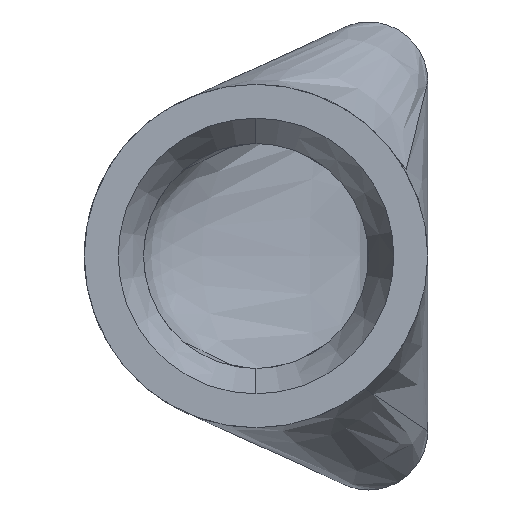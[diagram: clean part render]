
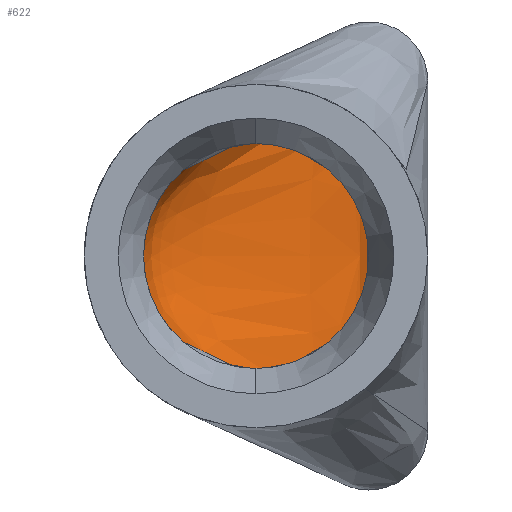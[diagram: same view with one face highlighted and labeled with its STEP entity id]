
A CAD part, left-side view. The second image highlights one B-rep face of the part: STEP entity #622.
In plain terms, the highlighted free-form (B-spline) face has degree [3, 3] with [11, 4] control points.
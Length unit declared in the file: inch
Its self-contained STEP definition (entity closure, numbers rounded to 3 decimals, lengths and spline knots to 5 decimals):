
#7 = CARTESIAN_POINT ( 'NONE',  ( 1.36354, 0.57616, 0.15156 ) ) ;
#9 = CARTESIAN_POINT ( 'NONE',  ( 1.36354, 0.57616, -0.15156 ) ) ;
#10 = CARTESIAN_POINT ( 'NONE',  ( 1.25, 0.5371, 0.1896 ) ) ;
#22 = CARTESIAN_POINT ( 'NONE',  ( 1.63646, 0.1325, -0.28875 ) ) ;
#58 = VERTEX_POINT ( 'NONE', #874 ) ;
#63 = CARTESIAN_POINT ( 'NONE',  ( 1.75, 0.1325, -0.35292 ) ) ;
#78 = CARTESIAN_POINT ( 'NONE',  ( 1.75, 0.1325, 0.28875 ) ) ;
#94 = CARTESIAN_POINT ( 'NONE',  ( 1.75, 0.1325, 0.1925 ) ) ;
#100 = CARTESIAN_POINT ( 'NONE',  ( 1.63796, 0.1325, -0.385 ) ) ;
#108 = CARTESIAN_POINT ( 'NONE',  ( 1.63332, 0.1325, -0.09625 ) ) ;
#115 = CARTESIAN_POINT ( 'NONE',  ( 1.25, 0.5511, -0.17784 ) ) ;
#120 = CARTESIAN_POINT ( 'NONE',  ( 1.75, 0.1325, 0.09625 ) ) ;
#152 = CARTESIAN_POINT ( 'NONE',  ( 1.75, 0.1325, -0.1925 ) ) ;
#155 = EDGE_CURVE ( 'NONE', #869, #1075, #463, .T. ) ;
#180 = CARTESIAN_POINT ( 'NONE',  ( 1.63796, 0.1325, 0.385 ) ) ;
#181 = CARTESIAN_POINT ( 'NONE',  ( 1.36254, 0.5511, -0.17784 ) ) ;
#189 = CARTESIAN_POINT ( 'NONE',  ( 1.25, 0.57616, 0.15156 ) ) ;
#196 = CARTESIAN_POINT ( 'NONE',  ( 1.36668, 0.62145, -0.0545 ) ) ;
#204 = CARTESIAN_POINT ( 'NONE',  ( 1.25, 0.5371, -0.1896 ) ) ;
#210 = CARTESIAN_POINT ( 'NONE',  ( 1.63332, 0.1325, 0.09625 ) ) ;
#213 = B_SPLINE_CURVE_WITH_KNOTS ( 'NONE', 3,
 ( #1011, #557, #180, #567 ),
 .UNSPECIFIED., .F., .F.,
 ( 4, 4 ),
 ( 0., 1. ),
 .UNSPECIFIED. ) ;
#219 = ORIENTED_EDGE ( 'NONE', *, *, #155, .T. ) ;
#232 = CARTESIAN_POINT ( 'NONE',  ( 1.36204, 0.53709, -0.1896 ) ) ;
#266 = CARTESIAN_POINT ( 'NONE',  ( 1.75, 0.1325, -0.385 ) ) ;
#289 = CARTESIAN_POINT ( 'NONE',  ( 1.75, 0.1325, -0.09625 ) ) ;
#294 = CARTESIAN_POINT ( 'NONE',  ( 1.25, 0.62145, -0.0545 ) ) ;
#301 = CARTESIAN_POINT ( 'NONE',  ( 1.25, 0.62145, 0.0545 ) ) ;
#312 = CARTESIAN_POINT ( 'NONE',  ( 1.63796, 0.1325, -0.385 ) ) ;
#344 = CARTESIAN_POINT ( 'NONE',  ( 1.75, 0.1325, 0.09625 ) ) ;
#374 = CARTESIAN_POINT ( 'NONE',  ( 1.63463, 0.1325, -0.1925 ) ) ;
#375 = CARTESIAN_POINT ( 'NONE',  ( 1.25, 0.5511, -0.17784 ) ) ;
#386 = CARTESIAN_POINT ( 'NONE',  ( 1.25, 0.62145, 0.0545 ) ) ;
#388 = CARTESIAN_POINT ( 'NONE',  ( 1.25, 0.62752, 0. ) ) ;
#389 = CARTESIAN_POINT ( 'NONE',  ( 1.25, 0.5371, -0.1896 ) ) ;
#399 = ORIENTED_EDGE ( 'NONE', *, *, #660, .F. ) ;
#422 = B_SPLINE_SURFACE_WITH_KNOTS ( 'NONE', 3, 3, ( 
 ( #904, #917, #100, #266 ),
 ( #115, #181, #822, #1091 ),
 ( #830, #9, #22, #924 ),
 ( #632, #460, #374, #734 ),
 ( #294, #196, #108, #289 ),
 ( #1006, #478, #661, #469 ),
 ( #386, #1099, #210, #120 ),
 ( #718, #983, #545, #94 ),
 ( #455, #7, #723, #651 ),
 ( #827, #1076, #444, #549 ),
 ( #565, #900, #716, #629 ) ),
 .UNSPECIFIED., .F., .F., .F.,
 ( 4, 1, 1, 1, 1, 1, 1, 1, 4 ),
 ( 4, 4 ),
 ( 0., 0.125, 0.25, 0.375, 0.5, 0.625, 0.75, 0.875, 1. ),
 ( 0., 1. ),
 .UNSPECIFIED. ) ;
#444 = CARTESIAN_POINT ( 'NONE',  ( 1.63746, 0.1325, 0.35292 ) ) ;
#455 = CARTESIAN_POINT ( 'NONE',  ( 1.25, 0.57616, 0.15156 ) ) ;
#460 = CARTESIAN_POINT ( 'NONE',  ( 1.36537, 0.60406, -0.10536 ) ) ;
#463 = B_SPLINE_CURVE_WITH_KNOTS ( 'NONE', 3,
 ( #10, #1007, #189, #809, #301, #388, #552, #925, #831, #375, #204 ),
 .UNSPECIFIED., .F., .F.,
 ( 4, 1, 1, 1, 1, 1, 1, 1, 4 ),
 ( 0., 0.125, 0.25, 0.375, 0.5, 0.625, 0.75, 0.875, 1. ),
 .UNSPECIFIED. ) ;
#469 = CARTESIAN_POINT ( 'NONE',  ( 1.75, 0.1325, 0. ) ) ;
#478 = CARTESIAN_POINT ( 'NONE',  ( 1.3672, 0.62752, 0. ) ) ;
#519 = CARTESIAN_POINT ( 'NONE',  ( 1.75, 0.1325, 0.1925 ) ) ;
#545 = CARTESIAN_POINT ( 'NONE',  ( 1.63463, 0.1325, 0.1925 ) ) ;
#549 = CARTESIAN_POINT ( 'NONE',  ( 1.75, 0.1325, 0.35292 ) ) ;
#551 = FACE_OUTER_BOUND ( 'NONE', #766, .T. ) ;
#552 = CARTESIAN_POINT ( 'NONE',  ( 1.25, 0.62145, -0.0545 ) ) ;
#557 = CARTESIAN_POINT ( 'NONE',  ( 1.36204, 0.53709, 0.1896 ) ) ;
#565 = CARTESIAN_POINT ( 'NONE',  ( 1.25, 0.53709, 0.1896 ) ) ;
#567 = CARTESIAN_POINT ( 'NONE',  ( 1.75, 0.1325, 0.385 ) ) ;
#622 = ADVANCED_FACE ( 'NONE', ( #551 ), #422, .F. ) ;
#629 = CARTESIAN_POINT ( 'NONE',  ( 1.75, 0.1325, 0.385 ) ) ;
#632 = CARTESIAN_POINT ( 'NONE',  ( 1.25, 0.60406, -0.10536 ) ) ;
#642 = CARTESIAN_POINT ( 'NONE',  ( 1.75, 0.1325, -0.385 ) ) ;
#651 = CARTESIAN_POINT ( 'NONE',  ( 1.75, 0.1325, 0.28875 ) ) ;
#660 = EDGE_CURVE ( 'NONE', #869, #58, #213, .T. ) ;
#661 = CARTESIAN_POINT ( 'NONE',  ( 1.6328, 0.1325, 0. ) ) ;
#683 = ORIENTED_EDGE ( 'NONE', *, *, #903, .T. ) ;
#700 = CARTESIAN_POINT ( 'NONE',  ( 1.75, 0.1325, 0.385 ) ) ;
#716 = CARTESIAN_POINT ( 'NONE',  ( 1.63796, 0.1325, 0.385 ) ) ;
#718 = CARTESIAN_POINT ( 'NONE',  ( 1.25, 0.60406, 0.10536 ) ) ;
#723 = CARTESIAN_POINT ( 'NONE',  ( 1.63646, 0.1325, 0.28875 ) ) ;
#734 = CARTESIAN_POINT ( 'NONE',  ( 1.75, 0.1325, -0.1925 ) ) ;
#766 = EDGE_LOOP ( 'NONE', ( #219, #1157, #683, #399 ) ) ;
#780 = CARTESIAN_POINT ( 'NONE',  ( 1.75, 0.1325, -0.09625 ) ) ;
#787 = EDGE_CURVE ( 'NONE', #1075, #1035, #1134, .T. ) ;
#809 = CARTESIAN_POINT ( 'NONE',  ( 1.25, 0.60406, 0.10536 ) ) ;
#822 = CARTESIAN_POINT ( 'NONE',  ( 1.63746, 0.1325, -0.35292 ) ) ;
#827 = CARTESIAN_POINT ( 'NONE',  ( 1.25, 0.5511, 0.17784 ) ) ;
#830 = CARTESIAN_POINT ( 'NONE',  ( 1.25, 0.57616, -0.15156 ) ) ;
#831 = CARTESIAN_POINT ( 'NONE',  ( 1.25, 0.57616, -0.15156 ) ) ;
#842 = CARTESIAN_POINT ( 'NONE',  ( 1.75, 0.1325, -0.385 ) ) ;
#853 = CARTESIAN_POINT ( 'NONE',  ( 1.25, 0.5371, 0.1896 ) ) ;
#869 = VERTEX_POINT ( 'NONE', #853 ) ;
#874 = CARTESIAN_POINT ( 'NONE',  ( 1.75, 0.1325, 0.385 ) ) ;
#875 = B_SPLINE_CURVE_WITH_KNOTS ( 'NONE', 3,
 ( #968, #63, #965, #152, #780, #972, #344, #519, #78, #1143, #700 ),
 .UNSPECIFIED., .F., .F.,
 ( 4, 1, 1, 1, 1, 1, 1, 1, 4 ),
 ( 0., 0.125, 0.25, 0.375, 0.5, 0.625, 0.75, 0.875, 1. ),
 .UNSPECIFIED. ) ;
#900 = CARTESIAN_POINT ( 'NONE',  ( 1.36204, 0.53709, 0.1896 ) ) ;
#903 = EDGE_CURVE ( 'NONE', #1035, #58, #875, .T. ) ;
#904 = CARTESIAN_POINT ( 'NONE',  ( 1.25, 0.53709, -0.1896 ) ) ;
#917 = CARTESIAN_POINT ( 'NONE',  ( 1.36204, 0.53709, -0.1896 ) ) ;
#924 = CARTESIAN_POINT ( 'NONE',  ( 1.75, 0.1325, -0.28875 ) ) ;
#925 = CARTESIAN_POINT ( 'NONE',  ( 1.25, 0.60406, -0.10536 ) ) ;
#965 = CARTESIAN_POINT ( 'NONE',  ( 1.75, 0.1325, -0.28875 ) ) ;
#968 = CARTESIAN_POINT ( 'NONE',  ( 1.75, 0.1325, -0.385 ) ) ;
#972 = CARTESIAN_POINT ( 'NONE',  ( 1.75, 0.1325, 0. ) ) ;
#983 = CARTESIAN_POINT ( 'NONE',  ( 1.36537, 0.60406, 0.10536 ) ) ;
#1006 = CARTESIAN_POINT ( 'NONE',  ( 1.25, 0.62752, 0. ) ) ;
#1007 = CARTESIAN_POINT ( 'NONE',  ( 1.25, 0.5511, 0.17784 ) ) ;
#1011 = CARTESIAN_POINT ( 'NONE',  ( 1.25, 0.5371, 0.1896 ) ) ;
#1035 = VERTEX_POINT ( 'NONE', #642 ) ;
#1075 = VERTEX_POINT ( 'NONE', #389 ) ;
#1076 = CARTESIAN_POINT ( 'NONE',  ( 1.36254, 0.5511, 0.17784 ) ) ;
#1091 = CARTESIAN_POINT ( 'NONE',  ( 1.75, 0.1325, -0.35292 ) ) ;
#1099 = CARTESIAN_POINT ( 'NONE',  ( 1.36668, 0.62145, 0.0545 ) ) ;
#1114 = CARTESIAN_POINT ( 'NONE',  ( 1.25, 0.5371, -0.1896 ) ) ;
#1134 = B_SPLINE_CURVE_WITH_KNOTS ( 'NONE', 3,
 ( #1114, #232, #312, #842 ),
 .UNSPECIFIED., .F., .F.,
 ( 4, 4 ),
 ( 0., 1. ),
 .UNSPECIFIED. ) ;
#1143 = CARTESIAN_POINT ( 'NONE',  ( 1.75, 0.1325, 0.35292 ) ) ;
#1157 = ORIENTED_EDGE ( 'NONE', *, *, #787, .T. ) ;
